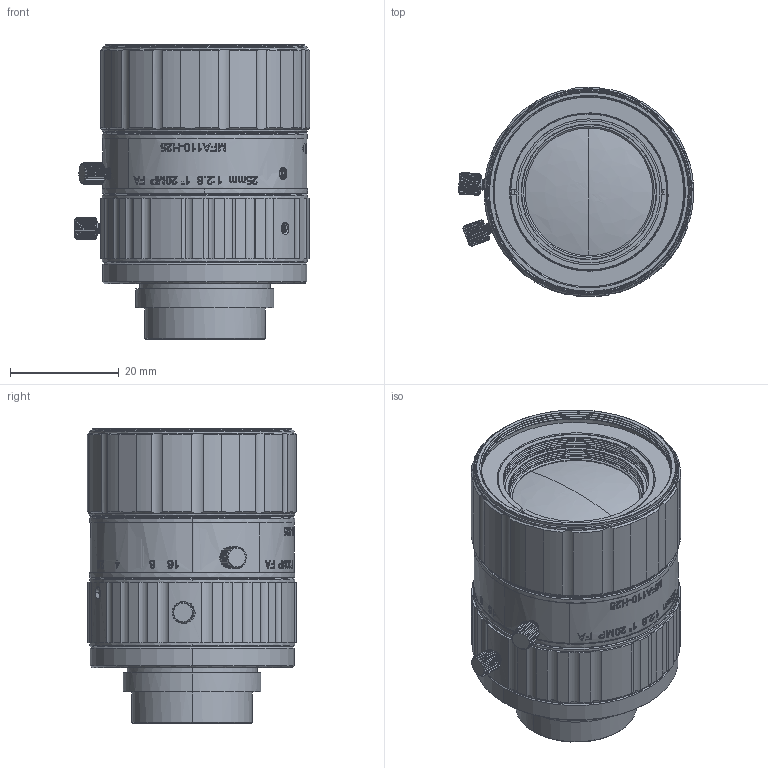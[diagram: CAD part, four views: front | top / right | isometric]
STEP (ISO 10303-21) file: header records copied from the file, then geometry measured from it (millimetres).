
FILE_DESCRIPTION (( 'STEP AP203' ), '1' );
FILE_NAME ('MFA110-H25.STEP', '2021-01-04T05:44:05', ( '' ), ( '' ), 'SwSTEP 2.0', 'SolidWorks 2017', '' );
FILE_SCHEMA (( 'CONFIG_CONTROL_DESIGN' ));
Length unit declared in the file: millimetre
Products named in the file (10): 60015-SQ（带标签）.sldasm-Part-2; 60015-SQ（带标签）.sldasm-Part-8; 60015-SQ（带标签）.sldasm-Part-1; 60015-SQ（带标签）.sldasm-Part-6; 60015-SQ（带标签）.sldasm-Part-4; 60015-SQ（带标签）.sldasm-Part-9; MFA110-H25; 60015-SQ（带标签）.sldasm-Part-5; 60015-SQ（带标签）.sldasm-Part-7; 60015-SQ（带标签）.sldasm-Part-3
Assembly tree (9 placements, depth 2):
  MFA110-H25
    60015-SQ（带标签）.sldasm-Part-1
    60015-SQ（带标签）.sldasm-Part-2
    60015-SQ（带标签）.sldasm-Part-3
    60015-SQ（带标签）.sldasm-Part-4
    60015-SQ（带标签）.sldasm-Part-5
    60015-SQ（带标签）.sldasm-Part-6
    60015-SQ（带标签）.sldasm-Part-7
    60015-SQ（带标签）.sldasm-Part-8
    60015-SQ（带标签）.sldasm-Part-9
Bounding box: 43.36 x 38.61 x 54.3 mm (x, y, z)
Volume: 49922.8 mm3; surface area: 19220 mm2
Topology: 13 solids, 13 shells, 4647 faces, 13705 edges, 9205 vertices
Faces by surface type: plane 3534, cylinder 691, bspline 222, cone 200
Entity records: 202178 total; most frequent: CARTESIAN_POINT 99498, ORIENTED_EDGE 27400, EDGE_CURVE 13700, DIRECTION 12266, B_SPLINE_CURVE_WITH_KNOTS 10140, VERTEX_POINT 9205, AXIS2_PLACEMENT_3D 5023, EDGE_LOOP 4789
